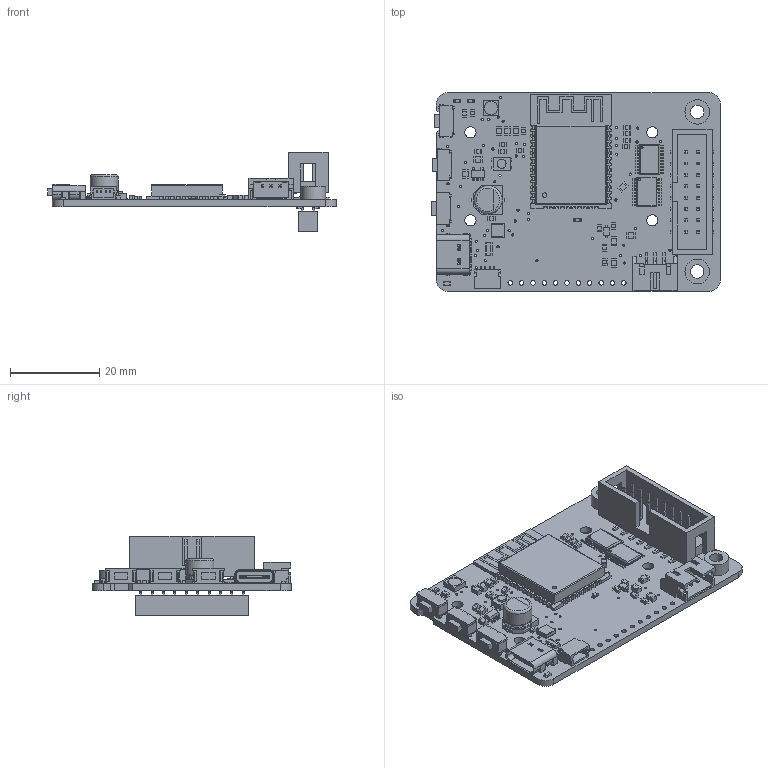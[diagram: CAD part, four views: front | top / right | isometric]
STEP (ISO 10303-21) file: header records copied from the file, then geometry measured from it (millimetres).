
FILE_DESCRIPTION(/* description */ (''),/* implementation_level */ '2;1');
FILE_NAME(/* name */ 'PCB Component.step',/* time_stamp */ '2023-08-15T14:01:11-04:00',/* author */ (''),/* organization */ (''),/* preprocessor_version */ 'ST-DEVELOPER v20',/* originating_system */ 'Autodesk Translation Framework v12.9.0.99',/* authorisation */ '');
FILE_SCHEMA (('AUTOMOTIVE_DESIGN { 1 0 10303 214 3 1 1 }'));
Products named in the file (22): PCB Component; Board; RED; 10uF; AP2112K-3.3; WS2812B_3535FULL; 10K; 5.1K Pack; USB TYPE C; TL3330AF260QG; 100uF/6.3V; 74AHCT245; SEWTAP_SMTNUTM3; STEMMA_I2C_QT; JST PH 3; 3.6V; LIS3DHTR; KMR2; ESP32-S3-WROOM; ALS-PT19; 2x8_SMT_IDC; 2x10_SMT_F
Assembly tree (50 placements, depth 2):
  PCB Component
    Board
    RED  x3
    10uF  x9
    AP2112K-3.3
    WS2812B_3535FULL
    10K  x16
    5.1K Pack
    USB TYPE C
    TL3330AF260QG  x3
    100uF/6.3V
    74AHCT245  x2
    SEWTAP_SMTNUTM3  x2
    STEMMA_I2C_QT
    JST PH 3
    3.6V
    LIS3DHTR
    KMR2
    ESP32-S3-WROOM
    ALS-PT19
    2x8_SMT_IDC
    2x10_SMT_F
Bounding box: 64.57 x 44.45 x 17.76 mm (x, y, z)
Volume: 7890.5 mm3; surface area: 13314.6 mm2
Topology: 142 solids, 142 shells, 3591 faces, 9406 edges, 6150 vertices
Faces by surface type: plane 2930, cylinder 620, torus 15, bspline 14, sphere 6, cone 6
Full cylindrical faces by diameter (mm): 0.45 x2, 0.483 x17, 0.5 x116, 0.65 x2, 0.8 x6, 1 x18, 2 x1, 2.5 x4, 3 x3, 4.25 x4, 5.5 x2, 6.25 x1
Entity records: 85149 total; most frequent: CARTESIAN_POINT 14715, ORIENTED_EDGE 14260, DIRECTION 13756, EDGE_CURVE 7130, LINE 6026, VECTOR 6026, VERTEX_POINT 4642, AXIS2_PLACEMENT_3D 3865
